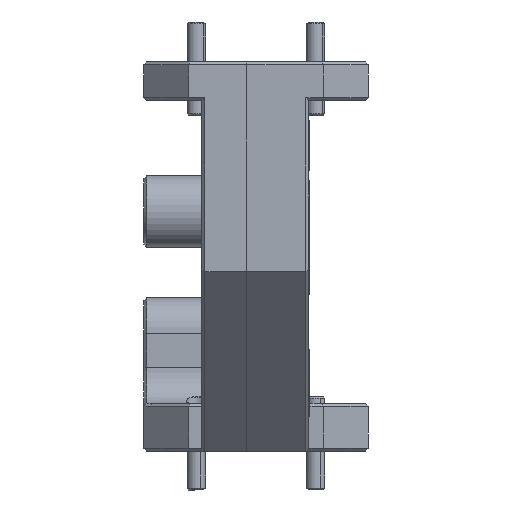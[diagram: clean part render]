
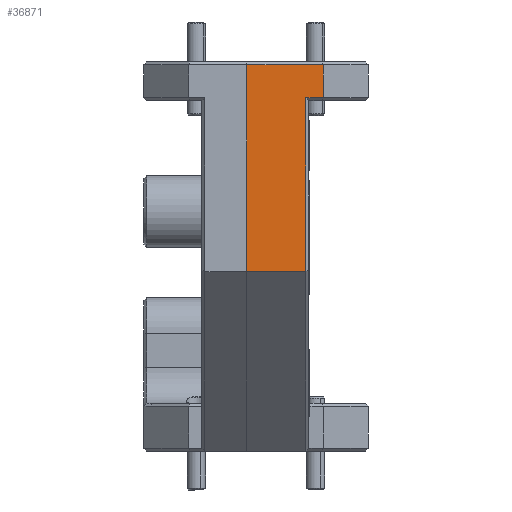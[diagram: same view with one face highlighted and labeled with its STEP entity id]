
A CAD part, left-side view. The second image highlights one B-rep face of the part: STEP entity #36871.
In plain terms, the highlighted planar face has unit normal (-1, 0, 0).
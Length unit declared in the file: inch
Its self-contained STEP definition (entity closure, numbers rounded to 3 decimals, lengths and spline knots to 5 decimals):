
#270 = FACE_OUTER_BOUND ( 'NONE', #41596, .T. ) ;
#544 = LINE ( 'NONE', #47002, #47013 ) ;
#1363 = VECTOR ( 'NONE', #45889, 39.37008 ) ;
#1818 = DIRECTION ( 'NONE',  ( 0., 1., 0. ) ) ;
#2289 = VECTOR ( 'NONE', #21383, 39.37008 ) ;
#3738 = CARTESIAN_POINT ( 'NONE',  ( -2.15, -0.197, 0.23 ) ) ;
#4036 = VERTEX_POINT ( 'NONE', #3738 ) ;
#10755 = ORIENTED_EDGE ( 'NONE', *, *, #21228, .T. ) ;
#10781 = CARTESIAN_POINT ( 'NONE',  ( -2.15, 0., -0.35 ) ) ;
#11387 = DIRECTION ( 'NONE',  ( 0., 0., 1. ) ) ;
#11962 = CARTESIAN_POINT ( 'NONE',  ( -2.15, -0.197, 0.35 ) ) ;
#12625 = ORIENTED_EDGE ( 'NONE', *, *, #32087, .T. ) ;
#13318 = EDGE_CURVE ( 'NONE', #38411, #46936, #20466, .T. ) ;
#15899 = CARTESIAN_POINT ( 'NONE',  ( -2.15, -0.2555, 0.34 ) ) ;
#16139 = CARTESIAN_POINT ( 'NONE',  ( -2.15, 0., 0.35 ) ) ;
#16576 = AXIS2_PLACEMENT_3D ( 'NONE', #42747, #46469, #30705 ) ;
#17018 = CARTESIAN_POINT ( 'NONE',  ( -2.15, -0.2555, 0.23 ) ) ;
#18043 = LINE ( 'NONE', #20778, #48137 ) ;
#18377 = LINE ( 'NONE', #26353, #2289 ) ;
#19306 = VERTEX_POINT ( 'NONE', #24965 ) ;
#20466 = LINE ( 'NONE', #26624, #20977 ) ;
#20778 = CARTESIAN_POINT ( 'NONE',  ( -2.15, -0.207, 0.34 ) ) ;
#20977 = VECTOR ( 'NONE', #11387, 39.37008 ) ;
#21228 = EDGE_CURVE ( 'NONE', #19306, #36648, #35085, .T. ) ;
#21383 = DIRECTION ( 'NONE',  ( 0., -1., 0. ) ) ;
#22380 = EDGE_CURVE ( 'NONE', #44504, #4036, #41968, .T. ) ;
#22889 = EDGE_CURVE ( 'NONE', #44504, #36648, #544, .T. ) ;
#23985 = ORIENTED_EDGE ( 'NONE', *, *, #22380, .T. ) ;
#24965 = CARTESIAN_POINT ( 'NONE',  ( -2.15, 0., 0.34 ) ) ;
#26353 = CARTESIAN_POINT ( 'NONE',  ( -2.15, -0.2555, 0.23 ) ) ;
#26624 = CARTESIAN_POINT ( 'NONE',  ( -2.15, -0.2555, 0.35 ) ) ;
#27178 = DIRECTION ( 'NONE',  ( 0., 0., 1. ) ) ;
#30705 = DIRECTION ( 'NONE',  ( 0., 0., 1. ) ) ;
#31491 = DIRECTION ( 'NONE',  ( 0., 1., 0. ) ) ;
#32087 = EDGE_CURVE ( 'NONE', #46936, #19306, #18043, .T. ) ;
#35085 = LINE ( 'NONE', #16139, #1363 ) ;
#36648 = VERTEX_POINT ( 'NONE', #10781 ) ;
#36871 = ADVANCED_FACE ( 'NONE', ( #270 ), #45981, .F. ) ;
#38194 = VECTOR ( 'NONE', #27178, 39.37008 ) ;
#38411 = VERTEX_POINT ( 'NONE', #17018 ) ;
#40560 = EDGE_CURVE ( 'NONE', #4036, #38411, #18377, .T. ) ;
#40947 = ORIENTED_EDGE ( 'NONE', *, *, #22889, .F. ) ;
#41596 = EDGE_LOOP ( 'NONE', ( #40947, #23985, #43709, #42411, #12625, #10755 ) ) ;
#41968 = LINE ( 'NONE', #11962, #38194 ) ;
#42411 = ORIENTED_EDGE ( 'NONE', *, *, #13318, .T. ) ;
#42747 = CARTESIAN_POINT ( 'NONE',  ( -2.15, -0.207, 0.35 ) ) ;
#43709 = ORIENTED_EDGE ( 'NONE', *, *, #40560, .T. ) ;
#44504 = VERTEX_POINT ( 'NONE', #47218 ) ;
#45889 = DIRECTION ( 'NONE',  ( 0., 0., -1. ) ) ;
#45981 = PLANE ( 'NONE',  #16576 ) ;
#46469 = DIRECTION ( 'NONE',  ( 1., 0., 0. ) ) ;
#46936 = VERTEX_POINT ( 'NONE', #15899 ) ;
#47002 = CARTESIAN_POINT ( 'NONE',  ( -2.15, -0.207, -0.35 ) ) ;
#47013 = VECTOR ( 'NONE', #31491, 39.37008 ) ;
#47218 = CARTESIAN_POINT ( 'NONE',  ( -2.15, -0.197, -0.35 ) ) ;
#48137 = VECTOR ( 'NONE', #1818, 39.37008 ) ;
